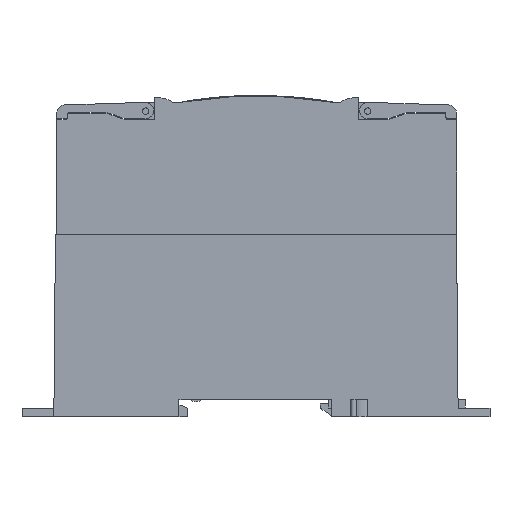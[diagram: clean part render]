
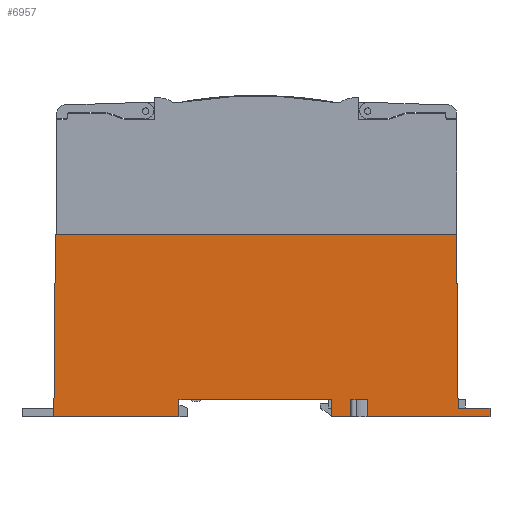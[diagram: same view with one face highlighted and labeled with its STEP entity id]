
A CAD part, left-side view. The second image highlights one B-rep face of the part: STEP entity #6957.
In plain terms, the highlighted planar face has unit normal (-1, 0, 0).
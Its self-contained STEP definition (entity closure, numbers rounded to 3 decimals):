
#1478 = DIRECTION ( 'NONE',  ( 0., -0.009, 1. ) ) ;
#1853 = DIRECTION ( 'NONE',  ( 0., 0., 1. ) ) ;
#2222 = ORIENTED_EDGE ( 'NONE', *, *, #8322, .T. ) ;
#2436 = VECTOR ( 'NONE', #50618, 1000. ) ;
#2809 = ORIENTED_EDGE ( 'NONE', *, *, #34612, .T. ) ;
#2844 = VERTEX_POINT ( 'NONE', #49269 ) ;
#3302 = LINE ( 'NONE', #51093, #34403 ) ;
#3429 = CARTESIAN_POINT ( 'NONE',  ( 0., 0., -42.8 ) ) ;
#3582 = ORIENTED_EDGE ( 'NONE', *, *, #39753, .F. ) ;
#4214 = FACE_OUTER_BOUND ( 'NONE', #12250, .T. ) ;
#4512 = VERTEX_POINT ( 'NONE', #15402 ) ;
#5297 = LINE ( 'NONE', #50072, #25633 ) ;
#5341 = CARTESIAN_POINT ( 'NONE',  ( 0., 95., -40.9 ) ) ;
#5881 = DIRECTION ( 'NONE',  ( 0., 0., -1. ) ) ;
#5942 = EDGE_CURVE ( 'NONE', #37024, #10212, #14507, .T. ) ;
#5974 = EDGE_CURVE ( 'NONE', #13101, #23422, #24035, .T. ) ;
#6755 = DIRECTION ( 'NONE',  ( 0., 0.009, 1. ) ) ;
#6957 = ADVANCED_FACE ( 'NONE', ( #4214 ), #50498, .T. ) ;
#6976 = LINE ( 'NONE', #50453, #28599 ) ;
#7184 = ORIENTED_EDGE ( 'NONE', *, *, #14769, .T. ) ;
#7498 = EDGE_CURVE ( 'NONE', #4512, #22937, #6976, .T. ) ;
#8059 = DIRECTION ( 'NONE',  ( 0., 0., 1. ) ) ;
#8322 = EDGE_CURVE ( 'NONE', #2844, #51108, #38677, .T. ) ;
#8766 = VERTEX_POINT ( 'NONE', #46020 ) ;
#8841 = VECTOR ( 'NONE', #8059, 1000. ) ;
#9900 = EDGE_CURVE ( 'NONE', #47988, #39627, #17460, .T. ) ;
#9927 = LINE ( 'NONE', #3429, #19479 ) ;
#10212 = VERTEX_POINT ( 'NONE', #26996 ) ;
#10950 = EDGE_CURVE ( 'NONE', #13101, #42297, #28669, .T. ) ;
#11244 = DIRECTION ( 'NONE',  ( 0., 1., 0. ) ) ;
#11875 = VECTOR ( 'NONE', #6755, 1000. ) ;
#12018 = ORIENTED_EDGE ( 'NONE', *, *, #28810, .F. ) ;
#12250 = EDGE_LOOP ( 'NONE', ( #3582, #16859, #20290, #28868, #2222, #2809, #7184, #44538, #41926, #33604, #18345, #12018, #26370, #26265 ) ) ;
#13101 = VERTEX_POINT ( 'NONE', #46916 ) ;
#13224 = VECTOR ( 'NONE', #5881, 1000. ) ;
#14456 = CARTESIAN_POINT ( 'NONE',  ( 0., 25.2, -42.8 ) ) ;
#14507 = LINE ( 'NONE', #17972, #13224 ) ;
#14560 = CARTESIAN_POINT ( 'NONE',  ( 0., 21.3, -42.8 ) ) ;
#14769 = EDGE_CURVE ( 'NONE', #8766, #22937, #22701, .T. ) ;
#14785 = CARTESIAN_POINT ( 'NONE',  ( 0., -7.5, -42.8 ) ) ;
#15402 = CARTESIAN_POINT ( 'NONE',  ( 0., 94.643, 0. ) ) ;
#16828 = CARTESIAN_POINT ( 'NONE',  ( 0., 65.6, -38.8 ) ) ;
#16859 = ORIENTED_EDGE ( 'NONE', *, *, #9900, .F. ) ;
#17460 = LINE ( 'NONE', #51703, #28252 ) ;
#17819 = CARTESIAN_POINT ( 'NONE',  ( 0., 0.357, 0. ) ) ;
#17972 = CARTESIAN_POINT ( 'NONE',  ( 0., 65.6, -42.8 ) ) ;
#18345 = ORIENTED_EDGE ( 'NONE', *, *, #5942, .F. ) ;
#18554 = DIRECTION ( 'NONE',  ( 0., 0., -1. ) ) ;
#18873 = CARTESIAN_POINT ( 'NONE',  ( 0., -0.017, -42.8 ) ) ;
#19217 = DIRECTION ( 'NONE',  ( 0., 1., 0. ) ) ;
#19479 = VECTOR ( 'NONE', #35886, 1000. ) ;
#19680 = LINE ( 'NONE', #44472, #8841 ) ;
#20290 = ORIENTED_EDGE ( 'NONE', *, *, #35456, .F. ) ;
#21410 = CARTESIAN_POINT ( 'NONE',  ( 0., 25.2, -38.8 ) ) ;
#21521 = VECTOR ( 'NONE', #1478, 1000. ) ;
#22701 = LINE ( 'NONE', #18873, #11875 ) ;
#22790 = LINE ( 'NONE', #5341, #21521 ) ;
#22937 = VERTEX_POINT ( 'NONE', #17819 ) ;
#23422 = VERTEX_POINT ( 'NONE', #45820 ) ;
#24035 = LINE ( 'NONE', #46572, #2436 ) ;
#25633 = VECTOR ( 'NONE', #29845, 1000. ) ;
#26265 = ORIENTED_EDGE ( 'NONE', *, *, #5974, .T. ) ;
#26370 = ORIENTED_EDGE ( 'NONE', *, *, #10950, .F. ) ;
#26573 = LINE ( 'NONE', #39590, #48163 ) ;
#26809 = DIRECTION ( 'NONE',  ( 0., 1., 0. ) ) ;
#26826 = DIRECTION ( 'NONE',  ( 0., 0., 1. ) ) ;
#26996 = CARTESIAN_POINT ( 'NONE',  ( 0., 65.6, -42.8 ) ) ;
#27697 = CARTESIAN_POINT ( 'NONE',  ( 0., -7.5, -40.9 ) ) ;
#27888 = VECTOR ( 'NONE', #39096, 1000. ) ;
#28252 = VECTOR ( 'NONE', #11244, 1000. ) ;
#28575 = EDGE_CURVE ( 'NONE', #40069, #4512, #22790, .T. ) ;
#28599 = VECTOR ( 'NONE', #50279, 1000. ) ;
#28669 = LINE ( 'NONE', #51115, #50262 ) ;
#28810 = EDGE_CURVE ( 'NONE', #42297, #37024, #26573, .T. ) ;
#28868 = ORIENTED_EDGE ( 'NONE', *, *, #39841, .T. ) ;
#29845 = DIRECTION ( 'NONE',  ( 0., -1., 0. ) ) ;
#30494 = CARTESIAN_POINT ( 'NONE',  ( 0., 21.3, -38.8 ) ) ;
#30562 = CARTESIAN_POINT ( 'NONE',  ( 0., 95.017, -42.8 ) ) ;
#33055 = EDGE_CURVE ( 'NONE', #40069, #10212, #5297, .T. ) ;
#33172 = VERTEX_POINT ( 'NONE', #14560 ) ;
#33604 = ORIENTED_EDGE ( 'NONE', *, *, #33055, .T. ) ;
#34403 = VECTOR ( 'NONE', #26809, 1000. ) ;
#34612 = EDGE_CURVE ( 'NONE', #51108, #8766, #3302, .T. ) ;
#35456 = EDGE_CURVE ( 'NONE', #33172, #47988, #19680, .T. ) ;
#35886 = DIRECTION ( 'NONE',  ( 0., -1., 0. ) ) ;
#37024 = VERTEX_POINT ( 'NONE', #16828 ) ;
#37348 = DIRECTION ( 'NONE',  ( -1., 0., 0. ) ) ;
#38677 = LINE ( 'NONE', #14785, #27888 ) ;
#39096 = DIRECTION ( 'NONE',  ( 0., 0., 1. ) ) ;
#39590 = CARTESIAN_POINT ( 'NONE',  ( 0., 0., -38.8 ) ) ;
#39627 = VERTEX_POINT ( 'NONE', #21410 ) ;
#39753 = EDGE_CURVE ( 'NONE', #39627, #23422, #40428, .T. ) ;
#39841 = EDGE_CURVE ( 'NONE', #33172, #2844, #9927, .T. ) ;
#40069 = VERTEX_POINT ( 'NONE', #30562 ) ;
#40428 = LINE ( 'NONE', #14456, #49956 ) ;
#41926 = ORIENTED_EDGE ( 'NONE', *, *, #28575, .F. ) ;
#42297 = VERTEX_POINT ( 'NONE', #51107 ) ;
#44472 = CARTESIAN_POINT ( 'NONE',  ( 0., 21.3, -42.8 ) ) ;
#44538 = ORIENTED_EDGE ( 'NONE', *, *, #7498, .F. ) ;
#45820 = CARTESIAN_POINT ( 'NONE',  ( 0., 25.2, -42.8 ) ) ;
#46020 = CARTESIAN_POINT ( 'NONE',  ( 0., 0., -40.9 ) ) ;
#46176 = AXIS2_PLACEMENT_3D ( 'NONE', #46447, #37348, #1853 ) ;
#46447 = CARTESIAN_POINT ( 'NONE',  ( 0., 0., -42.8 ) ) ;
#46572 = CARTESIAN_POINT ( 'NONE',  ( 0., 0., -42.8 ) ) ;
#46916 = CARTESIAN_POINT ( 'NONE',  ( 0., 29.7, -42.8 ) ) ;
#47988 = VERTEX_POINT ( 'NONE', #30494 ) ;
#48163 = VECTOR ( 'NONE', #19217, 1000. ) ;
#49269 = CARTESIAN_POINT ( 'NONE',  ( 0., -7.5, -42.8 ) ) ;
#49956 = VECTOR ( 'NONE', #18554, 1000. ) ;
#50072 = CARTESIAN_POINT ( 'NONE',  ( 0., 0., -42.8 ) ) ;
#50262 = VECTOR ( 'NONE', #26826, 1000. ) ;
#50279 = DIRECTION ( 'NONE',  ( 0., -1., 0. ) ) ;
#50453 = CARTESIAN_POINT ( 'NONE',  ( 0., 0., 0. ) ) ;
#50498 = PLANE ( 'NONE',  #46176 ) ;
#50618 = DIRECTION ( 'NONE',  ( 0., -1., 0. ) ) ;
#51093 = CARTESIAN_POINT ( 'NONE',  ( 0., -7.5, -40.9 ) ) ;
#51107 = CARTESIAN_POINT ( 'NONE',  ( 0., 29.7, -38.8 ) ) ;
#51108 = VERTEX_POINT ( 'NONE', #27697 ) ;
#51115 = CARTESIAN_POINT ( 'NONE',  ( 0., 29.7, -42.8 ) ) ;
#51703 = CARTESIAN_POINT ( 'NONE',  ( 0., 0., -38.8 ) ) ;
